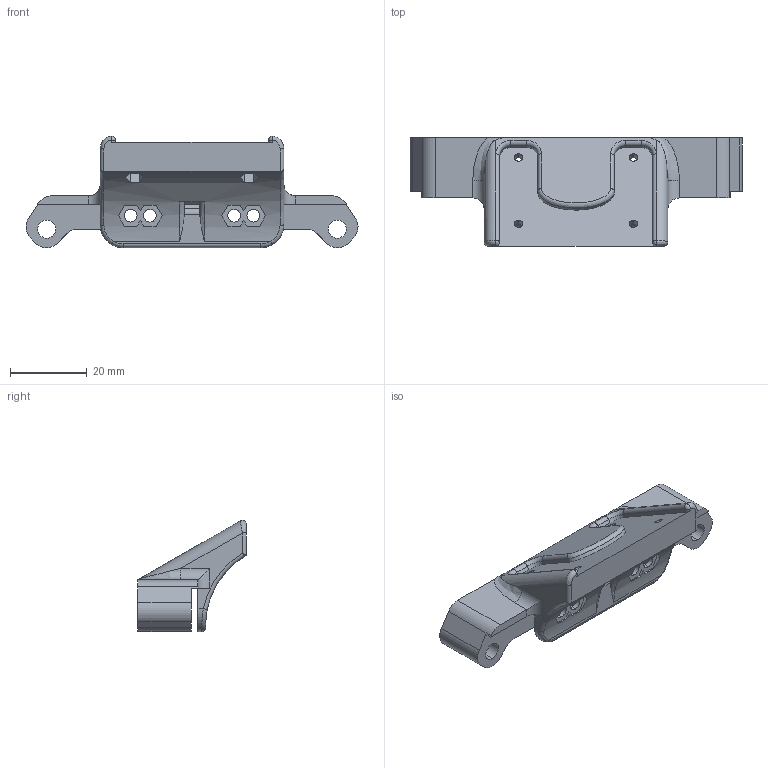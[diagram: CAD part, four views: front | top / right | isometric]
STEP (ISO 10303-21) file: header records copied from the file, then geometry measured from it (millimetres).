
FILE_DESCRIPTION (( 'STEP AP214' ), '1' );
FILE_NAME ('RB5_landing_gear_mount.STEP', '2022-03-22T02:20:31', ( '' ), ( '' ), 'SwSTEP 2.0', 'SolidWorks 2019', '' );
FILE_SCHEMA (( 'AUTOMOTIVE_DESIGN' ));
Length unit declared in the file: millimetre
Products named in the file (1): RB5_landing_gear_mount
Bounding box: 86.77 x 28.3 x 29.11 mm (x, y, z)
Volume: 16279.3 mm3; surface area: 8683.3 mm2
Topology: 1 solids, 1 shells, 192 faces, 532 edges, 340 vertices
Faces by surface type: plane 97, cylinder 75, torus 10, bspline 8, sphere 2
Entity records: 6789 total; most frequent: CARTESIAN_POINT 1901, ORIENTED_EDGE 1060, DIRECTION 971, EDGE_CURVE 530, VERTEX_POINT 340, AXIS2_PLACEMENT_3D 327, LINE 317, VECTOR 317
